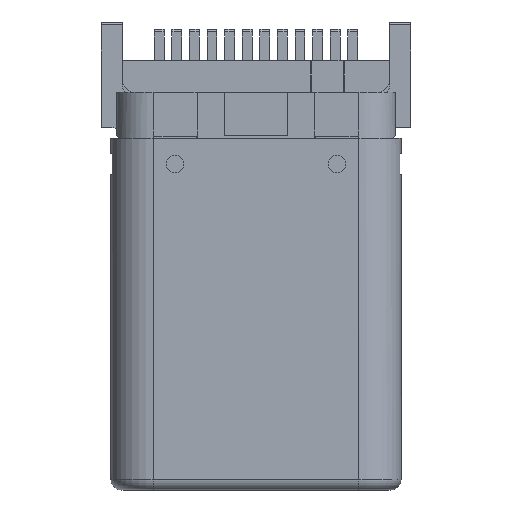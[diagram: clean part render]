
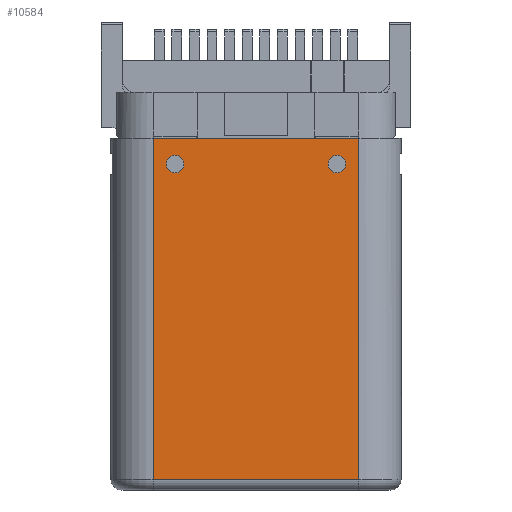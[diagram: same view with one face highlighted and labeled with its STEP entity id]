
A CAD part, front view. The second image highlights one B-rep face of the part: STEP entity #10584.
In plain terms, the highlighted planar face has unit normal (0, -1, 0).
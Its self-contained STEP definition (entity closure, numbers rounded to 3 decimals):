
#826=DIRECTION('',(1.,0.,0.));
#827=VECTOR('',#826,5.85);
#828=CARTESIAN_POINT('',(-2.925,-1.17,-8.786));
#829=LINE('',#828,#827);
#833=CARTESIAN_POINT('',(-2.3,-1.17,0.174));
#834=DIRECTION('',(0.,-1.,0.));
#835=DIRECTION('',(1.,0.,0.));
#836=AXIS2_PLACEMENT_3D('',#833,#834,#835);
#841=CARTESIAN_POINT('',(-2.3,-1.17,0.174));
#842=DIRECTION('',(0.,-1.,0.));
#843=DIRECTION('',(-1.,0.,0.));
#844=AXIS2_PLACEMENT_3D('',#841,#842,#843);
#849=CARTESIAN_POINT('',(2.3,-1.17,0.174));
#850=DIRECTION('',(0.,-1.,0.));
#851=DIRECTION('',(1.,0.,0.));
#852=AXIS2_PLACEMENT_3D('',#849,#850,#851);
#857=CARTESIAN_POINT('',(2.3,-1.17,0.174));
#858=DIRECTION('',(0.,-1.,0.));
#859=DIRECTION('',(-1.,0.,0.));
#860=AXIS2_PLACEMENT_3D('',#857,#858,#859);
#872=DIRECTION('',(0.,0.,-1.));
#873=VECTOR('',#872,9.7);
#874=CARTESIAN_POINT('',(-2.925,-1.17,0.914));
#875=LINE('',#874,#873);
#893=DIRECTION('',(0.,0.,1.));
#894=VECTOR('',#893,9.7);
#895=CARTESIAN_POINT('',(2.925,-1.17,-8.786));
#896=LINE('',#895,#894);
#952=DIRECTION('',(-1.,0.,0.));
#953=VECTOR('',#952,5.85);
#954=CARTESIAN_POINT('',(2.925,-1.17,0.914));
#955=LINE('',#954,#953);
#8968=CARTESIAN_POINT('',(2.925,-1.17,-8.786));
#8970=VERTEX_POINT('',#8968);
#8974=CARTESIAN_POINT('',(2.925,-1.17,0.914));
#8975=VERTEX_POINT('',#8974);
#9090=CARTESIAN_POINT('',(-2.925,-1.17,0.914));
#9092=VERTEX_POINT('',#9090);
#9191=CARTESIAN_POINT('',(-2.925,-1.17,-8.786));
#9193=VERTEX_POINT('',#9191);
#9219=CARTESIAN_POINT('',(-2.05,-1.17,0.174));
#9220=CARTESIAN_POINT('',(-2.55,-1.17,0.174));
#9221=VERTEX_POINT('',#9219);
#9222=VERTEX_POINT('',#9220);
#9223=CARTESIAN_POINT('',(2.55,-1.17,0.174));
#9224=CARTESIAN_POINT('',(2.05,-1.17,0.174));
#9225=VERTEX_POINT('',#9223);
#9226=VERTEX_POINT('',#9224);
#10558=CARTESIAN_POINT('',(4.125,-1.17,2.484));
#10559=DIRECTION('',(0.,-1.,0.));
#10560=DIRECTION('',(-1.,0.,0.));
#10561=AXIS2_PLACEMENT_3D('',#10558,#10559,#10560);
#10562=PLANE('',#10561);
#10563=ORIENTED_EDGE('',*,*,#10545,.F.);
#10565=ORIENTED_EDGE('',*,*,#10564,.F.);
#10567=ORIENTED_EDGE('',*,*,#10566,.F.);
#10569=ORIENTED_EDGE('',*,*,#10568,.F.);
#10570=EDGE_LOOP('',(#10563,#10565,#10567,#10569));
#10571=FACE_OUTER_BOUND('',#10570,.F.);
#10573=ORIENTED_EDGE('',*,*,#10572,.T.);
#10575=ORIENTED_EDGE('',*,*,#10574,.T.);
#10576=EDGE_LOOP('',(#10573,#10575));
#10577=FACE_BOUND('',#10576,.F.);
#10579=ORIENTED_EDGE('',*,*,#10578,.T.);
#10581=ORIENTED_EDGE('',*,*,#10580,.T.);
#10582=EDGE_LOOP('',(#10579,#10581));
#10583=FACE_BOUND('',#10582,.F.);
#837=CIRCLE('',#836,0.25);
#845=CIRCLE('',#844,0.25);
#853=CIRCLE('',#852,0.25);
#861=CIRCLE('',#860,0.25);
#10545=EDGE_CURVE('',#9193,#8970,#829,.T.);
#10564=EDGE_CURVE('',#9092,#9193,#875,.T.);
#10566=EDGE_CURVE('',#8975,#9092,#955,.T.);
#10568=EDGE_CURVE('',#8970,#8975,#896,.T.);
#10572=EDGE_CURVE('',#9221,#9222,#837,.T.);
#10574=EDGE_CURVE('',#9222,#9221,#845,.T.);
#10578=EDGE_CURVE('',#9225,#9226,#853,.T.);
#10580=EDGE_CURVE('',#9226,#9225,#861,.T.);
#10584=ADVANCED_FACE('',(#10571,#10577,#10583),#10562,.T.);
